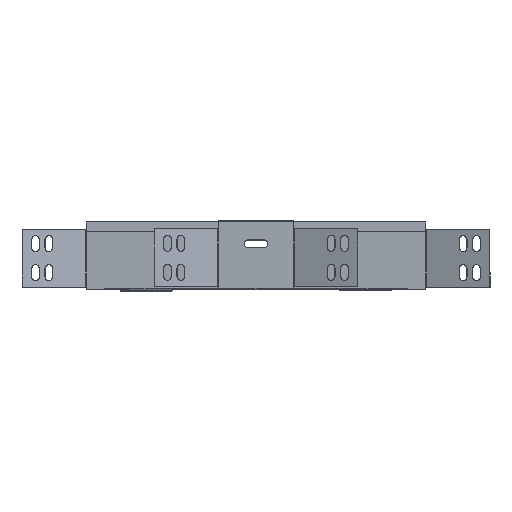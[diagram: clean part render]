
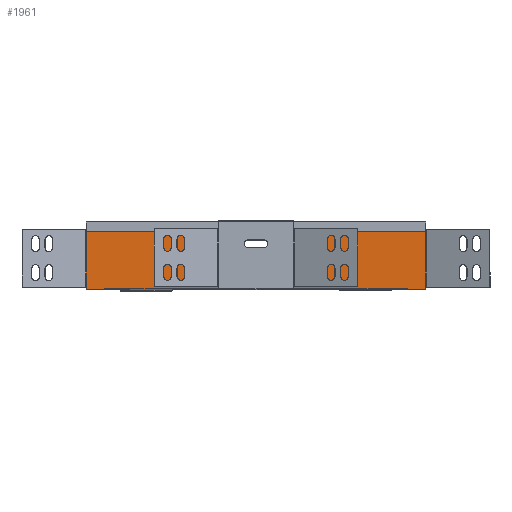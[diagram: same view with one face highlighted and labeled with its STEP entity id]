
A CAD part, top view. The second image highlights one B-rep face of the part: STEP entity #1961.
In plain terms, the highlighted planar face has unit normal (0, 0, 1).
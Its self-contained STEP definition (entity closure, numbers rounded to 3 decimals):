
#16 = ORIENTED_EDGE ( 'NONE', *, *, #4678, .T. ) ;
#87 = LINE ( 'NONE', #2974, #2636 ) ;
#109 = AXIS2_PLACEMENT_3D ( 'NONE', #808, #3343, #3377 ) ;
#136 = ORIENTED_EDGE ( 'NONE', *, *, #5530, .T. ) ;
#225 = B_SPLINE_CURVE_WITH_KNOTS ( 'NONE', 3,
 ( #5829, #5908, #5505, #5469, #5431, #5393 ),
 .UNSPECIFIED., .F., .F.,
 ( 4, 2, 4 ),
 ( 0.007, 0.007, 0.008 ),
 .UNSPECIFIED. ) ;
#279 = CARTESIAN_POINT ( 'NONE',  ( 146.54, 0.7, 0.7 ) ) ;
#281 = DIRECTION ( 'NONE',  ( 0., -1., 0. ) ) ;
#284 = VERTEX_POINT ( 'NONE', #3466 ) ;
#360 = CARTESIAN_POINT ( 'NONE',  ( 6.5, 42.9, 0.7 ) ) ;
#409 = DIRECTION ( 'NONE',  ( 0., 1., 0. ) ) ;
#415 = ORIENTED_EDGE ( 'NONE', *, *, #3229, .T. ) ;
#482 = VECTOR ( 'NONE', #5104, 1000. ) ;
#499 = LINE ( 'NONE', #1207, #1355 ) ;
#517 = CIRCLE ( 'NONE', #5269, 3.5 ) ;
#527 = VECTOR ( 'NONE', #281, 1000. ) ;
#552 = ORIENTED_EDGE ( 'NONE', *, *, #5484, .T. ) ;
#598 = EDGE_LOOP ( 'NONE', ( #1955, #136, #3576, #552 ) ) ;
#656 = LINE ( 'NONE', #1948, #2005 ) ;
#703 = EDGE_CURVE ( 'NONE', #1479, #1240, #2638, .T. ) ;
#760 = VECTOR ( 'NONE', #409, 1000. ) ;
#779 = LINE ( 'NONE', #5059, #482 ) ;
#798 = CARTESIAN_POINT ( 'NONE',  ( -146.54, 57.7, 0.7 ) ) ;
#804 = CARTESIAN_POINT ( 'NONE',  ( -146.54, 58.7, 0.7 ) ) ;
#808 = CARTESIAN_POINT ( 'NONE',  ( 0., 0., 0.7 ) ) ;
#812 = CARTESIAN_POINT ( 'NONE',  ( 146.54, 52.3, 0.7 ) ) ;
#870 = DIRECTION ( 'NONE',  ( 0., -1., 0. ) ) ;
#893 = DIRECTION ( 'NONE',  ( 1., 0., 0. ) ) ;
#944 = ORIENTED_EDGE ( 'NONE', *, *, #5544, .F. ) ;
#997 = LINE ( 'NONE', #2141, #4684 ) ;
#1207 = CARTESIAN_POINT ( 'NONE',  ( -146.54, 0., 0.7 ) ) ;
#1235 = ORIENTED_EDGE ( 'NONE', *, *, #3276, .T. ) ;
#1240 = VERTEX_POINT ( 'NONE', #2939 ) ;
#1342 = ORIENTED_EDGE ( 'NONE', *, *, #5492, .F. ) ;
#1343 = DIRECTION ( 'NONE',  ( 0., 1., 0. ) ) ;
#1355 = VECTOR ( 'NONE', #1343, 1000. ) ;
#1358 = PLANE ( 'NONE',  #109 ) ;
#1452 = VECTOR ( 'NONE', #4836, 1000. ) ;
#1479 = VERTEX_POINT ( 'NONE', #4180 ) ;
#1583 = CARTESIAN_POINT ( 'NONE',  ( -146.54, 1.7, 0.7 ) ) ;
#1618 = VERTEX_POINT ( 'NONE', #3357 ) ;
#1668 = CARTESIAN_POINT ( 'NONE',  ( 6.5, 42.9, 0.7 ) ) ;
#1854 = ORIENTED_EDGE ( 'NONE', *, *, #3784, .F. ) ;
#1914 = CARTESIAN_POINT ( 'NONE',  ( -6.5, 35.9, 0.7 ) ) ;
#1948 = CARTESIAN_POINT ( 'NONE',  ( 6.5, 35.9, 0.7 ) ) ;
#1955 = ORIENTED_EDGE ( 'NONE', *, *, #5514, .T. ) ;
#1961 = ADVANCED_FACE ( 'NONE', ( #6182, #5458 ), #1358, .T. ) ;
#2000 = VERTEX_POINT ( 'NONE', #5995 ) ;
#2005 = VECTOR ( 'NONE', #3507, 1000. ) ;
#2058 = ORIENTED_EDGE ( 'NONE', *, *, #703, .T. ) ;
#2126 = DIRECTION ( 'NONE',  ( -1., 0., 0. ) ) ;
#2141 = CARTESIAN_POINT ( 'NONE',  ( -146.54, 0., 0.7 ) ) ;
#2188 = ORIENTED_EDGE ( 'NONE', *, *, #5489, .F. ) ;
#2289 = ORIENTED_EDGE ( 'NONE', *, *, #3105, .F. ) ;
#2394 = VERTEX_POINT ( 'NONE', #4225 ) ;
#2455 = EDGE_CURVE ( 'NONE', #2000, #2394, #225, .T. ) ;
#2636 = VECTOR ( 'NONE', #4621, 1000. ) ;
#2638 = LINE ( 'NONE', #3555, #4480 ) ;
#2650 = LINE ( 'NONE', #4807, #1452 ) ;
#2713 = VERTEX_POINT ( 'NONE', #1583 ) ;
#2939 = CARTESIAN_POINT ( 'NONE',  ( -146.54, 58.7, 0.7 ) ) ;
#2974 = CARTESIAN_POINT ( 'NONE',  ( -146.54, 58.7, 0.7 ) ) ;
#2988 = ORIENTED_EDGE ( 'NONE', *, *, #2455, .F. ) ;
#3003 = VERTEX_POINT ( 'NONE', #1668 ) ;
#3067 = LINE ( 'NONE', #4521, #4281 ) ;
#3105 = EDGE_CURVE ( 'NONE', #3706, #5152, #2650, .T. ) ;
#3167 = CIRCLE ( 'NONE', #5191, 3.5 ) ;
#3229 = EDGE_CURVE ( 'NONE', #2713, #6053, #4759, .T. ) ;
#3276 = EDGE_CURVE ( 'NONE', #4365, #284, #997, .T. ) ;
#3343 = DIRECTION ( 'NONE',  ( 0., 0., 1. ) ) ;
#3357 = CARTESIAN_POINT ( 'NONE',  ( -6.5, 42.9, 0.7 ) ) ;
#3377 = DIRECTION ( 'NONE',  ( 0., -1., 0. ) ) ;
#3466 = CARTESIAN_POINT ( 'NONE',  ( -146.54, 2.3, 0.7 ) ) ;
#3470 = CARTESIAN_POINT ( 'NONE',  ( -6.5, 39.4, 0.7 ) ) ;
#3487 = DIRECTION ( 'NONE',  ( 0., -1., 0. ) ) ;
#3507 = DIRECTION ( 'NONE',  ( -1., 0., 0. ) ) ;
#3555 = CARTESIAN_POINT ( 'NONE',  ( 0., 58.7, 0.7 ) ) ;
#3576 = ORIENTED_EDGE ( 'NONE', *, *, #5595, .T. ) ;
#3577 = DIRECTION ( 'NONE',  ( 0., -1., 0. ) ) ;
#3613 = CARTESIAN_POINT ( 'NONE',  ( 146.54, 2.3, 0.7 ) ) ;
#3615 = EDGE_CURVE ( 'NONE', #6086, #3706, #3853, .T. ) ;
#3695 = VERTEX_POINT ( 'NONE', #798 ) ;
#3706 = VERTEX_POINT ( 'NONE', #812 ) ;
#3784 = EDGE_CURVE ( 'NONE', #3695, #1240, #499, .T. ) ;
#3841 = VECTOR ( 'NONE', #870, 1000. ) ;
#3853 = LINE ( 'NONE', #279, #527 ) ;
#3863 = DIRECTION ( 'NONE',  ( 0., 0., -1. ) ) ;
#3884 = DIRECTION ( 'NONE',  ( 0., -1., 0. ) ) ;
#3899 = DIRECTION ( 'NONE',  ( 0., 0., -1. ) ) ;
#3902 = VERTEX_POINT ( 'NONE', #1914 ) ;
#4089 = CARTESIAN_POINT ( 'NONE',  ( -146.188, 0.7, 0.7 ) ) ;
#4094 = CARTESIAN_POINT ( 'NONE',  ( -146.275, 1.044, 0.7 ) ) ;
#4105 = CARTESIAN_POINT ( 'NONE',  ( -146.396, 1.377, 0.7 ) ) ;
#4109 = CARTESIAN_POINT ( 'NONE',  ( -146.467, 1.538, 0.7 ) ) ;
#4133 = VECTOR ( 'NONE', #893, 1000. ) ;
#4165 = CARTESIAN_POINT ( 'NONE',  ( 146.54, 0.7, 0.7 ) ) ;
#4180 = CARTESIAN_POINT ( 'NONE',  ( 146.54, 58.7, 0.7 ) ) ;
#4225 = CARTESIAN_POINT ( 'NONE',  ( 146.188, 0.7, 0.7 ) ) ;
#4281 = VECTOR ( 'NONE', #4488, 1000. ) ;
#4365 = VERTEX_POINT ( 'NONE', #6050 ) ;
#4466 = CARTESIAN_POINT ( 'NONE',  ( 146.54, 57.7, 0.7 ) ) ;
#4480 = VECTOR ( 'NONE', #2126, 1000. ) ;
#4488 = DIRECTION ( 'NONE',  ( -1., 0., 0. ) ) ;
#4521 = CARTESIAN_POINT ( 'NONE',  ( 0., 0.7, 0.7 ) ) ;
#4553 = VERTEX_POINT ( 'NONE', #5394 ) ;
#4621 = DIRECTION ( 'NONE',  ( 0., 1., 0. ) ) ;
#4678 = EDGE_CURVE ( 'NONE', #6086, #1479, #779, .T. ) ;
#4684 = VECTOR ( 'NONE', #3577, 1000. ) ;
#4746 = LINE ( 'NONE', #4165, #3841 ) ;
#4759 = B_SPLINE_CURVE_WITH_KNOTS ( 'NONE', 3,
 ( #5021, #4109, #4105, #4094, #5200, #4089 ),
 .UNSPECIFIED., .F., .F.,
 ( 4, 2, 4 ),
 ( 0.007, 0.007, 0.008 ),
 .UNSPECIFIED. ) ;
#4807 = CARTESIAN_POINT ( 'NONE',  ( 146.54, 0., 0.7 ) ) ;
#4835 = EDGE_CURVE ( 'NONE', #2394, #6053, #3067, .T. ) ;
#4836 = DIRECTION ( 'NONE',  ( 0., -1., 0. ) ) ;
#4925 = CARTESIAN_POINT ( 'NONE',  ( -146.188, 0.7, 0.7 ) ) ;
#5021 = CARTESIAN_POINT ( 'NONE',  ( -146.54, 1.7, 0.7 ) ) ;
#5059 = CARTESIAN_POINT ( 'NONE',  ( 146.54, 57.7, 0.7 ) ) ;
#5104 = DIRECTION ( 'NONE',  ( 0., 1., 0. ) ) ;
#5152 = VERTEX_POINT ( 'NONE', #3613 ) ;
#5191 = AXIS2_PLACEMENT_3D ( 'NONE', #3470, #3863, #3884 ) ;
#5200 = CARTESIAN_POINT ( 'NONE',  ( -146.226, 0.873, 0.7 ) ) ;
#5269 = AXIS2_PLACEMENT_3D ( 'NONE', #5516, #3899, #3487 ) ;
#5393 = CARTESIAN_POINT ( 'NONE',  ( 146.188, 0.7, 0.7 ) ) ;
#5394 = CARTESIAN_POINT ( 'NONE',  ( 6.5, 35.9, 0.7 ) ) ;
#5399 = EDGE_LOOP ( 'NONE', ( #944, #1235, #1342, #415, #5931, #2988, #2188, #2289, #5718, #16, #2058, #1854 ) ) ;
#5431 = CARTESIAN_POINT ( 'NONE',  ( 146.226, 0.873, 0.7 ) ) ;
#5458 = FACE_OUTER_BOUND ( 'NONE', #5399, .T. ) ;
#5469 = CARTESIAN_POINT ( 'NONE',  ( 146.275, 1.044, 0.7 ) ) ;
#5484 = EDGE_CURVE ( 'NONE', #1618, #3003, #6140, .T. ) ;
#5489 = EDGE_CURVE ( 'NONE', #5152, #2000, #4746, .T. ) ;
#5492 = EDGE_CURVE ( 'NONE', #2713, #284, #6214, .T. ) ;
#5505 = CARTESIAN_POINT ( 'NONE',  ( 146.396, 1.377, 0.7 ) ) ;
#5514 = EDGE_CURVE ( 'NONE', #3003, #4553, #517, .T. ) ;
#5516 = CARTESIAN_POINT ( 'NONE',  ( 6.5, 39.4, 0.7 ) ) ;
#5530 = EDGE_CURVE ( 'NONE', #4553, #3902, #656, .T. ) ;
#5544 = EDGE_CURVE ( 'NONE', #4365, #3695, #87, .T. ) ;
#5595 = EDGE_CURVE ( 'NONE', #3902, #1618, #3167, .T. ) ;
#5718 = ORIENTED_EDGE ( 'NONE', *, *, #3615, .F. ) ;
#5829 = CARTESIAN_POINT ( 'NONE',  ( 146.54, 1.7, 0.7 ) ) ;
#5908 = CARTESIAN_POINT ( 'NONE',  ( 146.467, 1.538, 0.7 ) ) ;
#5931 = ORIENTED_EDGE ( 'NONE', *, *, #4835, .F. ) ;
#5995 = CARTESIAN_POINT ( 'NONE',  ( 146.54, 1.7, 0.7 ) ) ;
#6050 = CARTESIAN_POINT ( 'NONE',  ( -146.54, 52.3, 0.7 ) ) ;
#6053 = VERTEX_POINT ( 'NONE', #4925 ) ;
#6086 = VERTEX_POINT ( 'NONE', #4466 ) ;
#6140 = LINE ( 'NONE', #360, #4133 ) ;
#6182 = FACE_BOUND ( 'NONE', #598, .T. ) ;
#6214 = LINE ( 'NONE', #804, #760 ) ;
